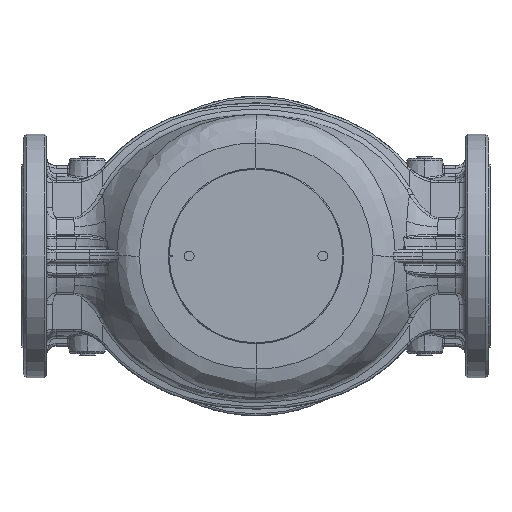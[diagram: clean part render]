
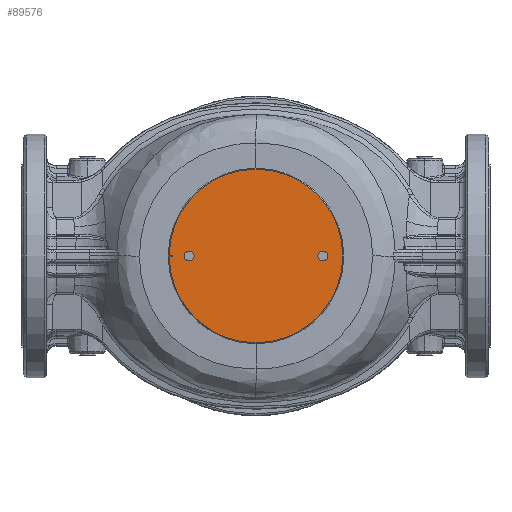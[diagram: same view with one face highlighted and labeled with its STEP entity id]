
A CAD part, front view. The second image highlights one B-rep face of the part: STEP entity #89576.
In plain terms, the highlighted face is planar.
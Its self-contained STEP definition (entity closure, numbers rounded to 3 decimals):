
#89034=CARTESIAN_POINT('',(0.,68.5,0.));
#89035=DIRECTION('',(0.,0.,1.));
#89036=DIRECTION('',(0.,-1.,0.));
#89037=AXIS2_PLACEMENT_3D('',#89034,#89035,#89036);
#89039=CARTESIAN_POINT('',(0.,68.5,0.));
#89040=DIRECTION('',(0.,0.,1.));
#89041=DIRECTION('',(0.,1.,0.));
#89042=AXIS2_PLACEMENT_3D('',#89039,#89040,#89041);
#89044=CARTESIAN_POINT('',(0.,-68.5,0.));
#89045=DIRECTION('',(0.,0.,1.));
#89046=DIRECTION('',(0.,-1.,0.));
#89047=AXIS2_PLACEMENT_3D('',#89044,#89045,#89046);
#89049=CARTESIAN_POINT('',(0.,-68.5,0.));
#89050=DIRECTION('',(0.,0.,1.));
#89051=DIRECTION('',(0.,1.,0.));
#89052=AXIS2_PLACEMENT_3D('',#89049,#89050,#89051);
#89054=CARTESIAN_POINT('',(0.,0.,0.));
#89055=DIRECTION('',(0.,0.,1.));
#89056=DIRECTION('',(0.,-1.,0.));
#89057=AXIS2_PLACEMENT_3D('',#89054,#89055,#89056);
#89059=CARTESIAN_POINT('',(0.,0.,0.));
#89060=DIRECTION('',(0.,0.,1.));
#89061=DIRECTION('',(0.,1.,0.));
#89062=AXIS2_PLACEMENT_3D('',#89059,#89060,#89061);
#89064=CARTESIAN_POINT('',(0.,-86.8,0.));
#89065=DIRECTION('',(0.,0.,1.));
#89066=DIRECTION('',(0.,1.,0.));
#89067=AXIS2_PLACEMENT_3D('',#89064,#89065,#89066);
#89069=CARTESIAN_POINT('',(0.,-86.8,0.));
#89070=DIRECTION('',(0.,0.,1.));
#89071=DIRECTION('',(0.,-1.,0.));
#89072=AXIS2_PLACEMENT_3D('',#89069,#89070,#89071);
#89148=CARTESIAN_POINT('',(0.,63.5,0.));
#89149=VERTEX_POINT('',#89148);
#89150=CARTESIAN_POINT('',(0.,73.5,0.));
#89151=VERTEX_POINT('',#89150);
#89152=CARTESIAN_POINT('',(0.,-73.5,0.));
#89153=VERTEX_POINT('',#89152);
#89154=CARTESIAN_POINT('',(0.,-63.5,0.));
#89155=VERTEX_POINT('',#89154);
#89200=CARTESIAN_POINT('',(0.,-89.,0.));
#89201=CARTESIAN_POINT('',(0.,89.,0.));
#89202=VERTEX_POINT('',#89200);
#89203=VERTEX_POINT('',#89201);
#89220=CARTESIAN_POINT('',(0.,-85.8,0.));
#89221=CARTESIAN_POINT('',(0.,-87.8,0.));
#89222=VERTEX_POINT('',#89220);
#89223=VERTEX_POINT('',#89221);
#89548=CARTESIAN_POINT('',(0.,0.,0.));
#89549=DIRECTION('',(0.,0.,-1.));
#89550=DIRECTION('',(0.,-1.,0.));
#89551=AXIS2_PLACEMENT_3D('',#89548,#89549,#89550);
#89552=PLANE('',#89551);
#89553=ORIENTED_EDGE('',*,*,#89538,.F.);
#89555=ORIENTED_EDGE('',*,*,#89554,.F.);
#89556=EDGE_LOOP('',(#89553,#89555));
#89557=FACE_OUTER_BOUND('',#89556,.F.);
#89559=ORIENTED_EDGE('',*,*,#89558,.T.);
#89561=ORIENTED_EDGE('',*,*,#89560,.T.);
#89562=EDGE_LOOP('',(#89559,#89561));
#89563=FACE_BOUND('',#89562,.F.);
#89565=ORIENTED_EDGE('',*,*,#89564,.T.);
#89567=ORIENTED_EDGE('',*,*,#89566,.T.);
#89568=EDGE_LOOP('',(#89565,#89567));
#89569=FACE_BOUND('',#89568,.F.);
#89571=ORIENTED_EDGE('',*,*,#89570,.T.);
#89573=ORIENTED_EDGE('',*,*,#89572,.T.);
#89574=EDGE_LOOP('',(#89571,#89573));
#89575=FACE_BOUND('',#89574,.F.);
#89576=ADVANCED_FACE('',(#89557,#89563,#89569,#89575),#89552,.F.);
#89038=CIRCLE('',#89037,5.);
#89043=CIRCLE('',#89042,5.);
#89048=CIRCLE('',#89047,5.);
#89053=CIRCLE('',#89052,5.);
#89058=CIRCLE('',#89057,89.);
#89063=CIRCLE('',#89062,89.);
#89068=CIRCLE('',#89067,1.);
#89073=CIRCLE('',#89072,1.);
#89538=EDGE_CURVE('',#89202,#89203,#89058,.T.);
#89554=EDGE_CURVE('',#89203,#89202,#89063,.T.);
#89558=EDGE_CURVE('',#89153,#89155,#89048,.T.);
#89560=EDGE_CURVE('',#89155,#89153,#89053,.T.);
#89564=EDGE_CURVE('',#89149,#89151,#89038,.T.);
#89566=EDGE_CURVE('',#89151,#89149,#89043,.T.);
#89570=EDGE_CURVE('',#89222,#89223,#89068,.T.);
#89572=EDGE_CURVE('',#89223,#89222,#89073,.T.);
